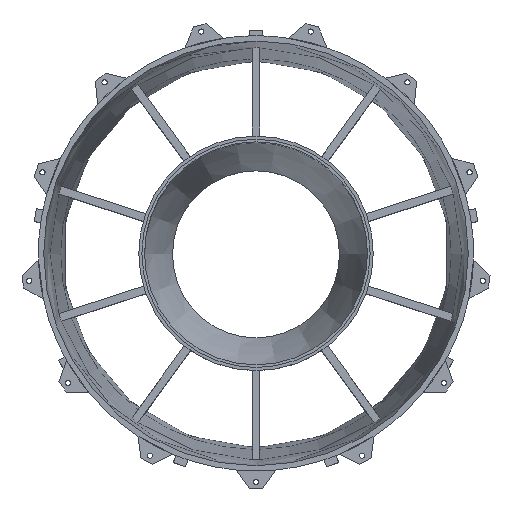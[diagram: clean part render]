
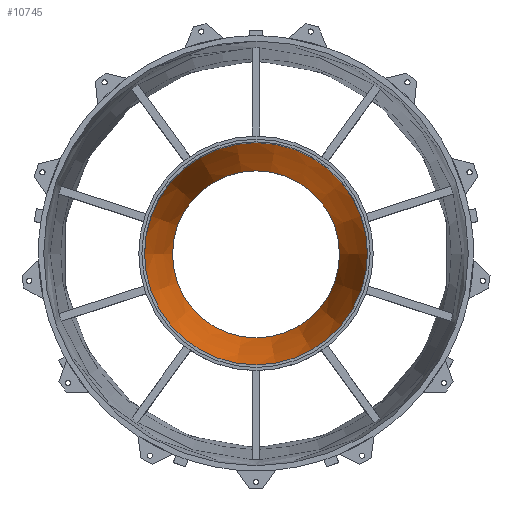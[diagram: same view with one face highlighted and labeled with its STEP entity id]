
A CAD part, top view. The second image highlights one B-rep face of the part: STEP entity #10745.
In plain terms, the highlighted conical face has half-angle 14.692 degrees and reference radius 42.8 mm.
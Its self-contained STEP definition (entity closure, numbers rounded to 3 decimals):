
#10704 = EDGE_CURVE('',#10705,#10705,#10707,.T.);
#10705 = VERTEX_POINT('',#10706);
#10706 = CARTESIAN_POINT('',(32.05,0.,-214.9));
#10707 = CIRCLE('',#10708,32.05);
#10708 = AXIS2_PLACEMENT_3D('',#10709,#10710,#10711);
#10709 = CARTESIAN_POINT('',(0.,0.,-214.9));
#10710 = DIRECTION('',(0.,0.,-1.));
#10711 = DIRECTION('',(1.,0.,0.));
#10745 = ADVANCED_FACE('',(#10746),#10765,.F.);
#10746 = FACE_BOUND('',#10747,.F.);
#10747 = EDGE_LOOP('',(#10748,#10757,#10763,#10764));
#10748 = ORIENTED_EDGE('',*,*,#10749,.T.);
#10749 = EDGE_CURVE('',#10750,#10750,#10752,.T.);
#10750 = VERTEX_POINT('',#10751);
#10751 = CARTESIAN_POINT('',(42.8,0.,-173.9));
#10752 = CIRCLE('',#10753,42.8);
#10753 = AXIS2_PLACEMENT_3D('',#10754,#10755,#10756);
#10754 = CARTESIAN_POINT('',(0.,0.,-173.9));
#10755 = DIRECTION('',(0.,0.,-1.));
#10756 = DIRECTION('',(1.,0.,0.));
#10757 = ORIENTED_EDGE('',*,*,#10758,.T.);
#10758 = EDGE_CURVE('',#10750,#10705,#10759,.T.);
#10759 = LINE('',#10760,#10761);
#10760 = CARTESIAN_POINT('',(42.8,0.,-173.9));
#10761 = VECTOR('',#10762,1.);
#10762 = DIRECTION('',(-0.254,0.,-0.967));
#10763 = ORIENTED_EDGE('',*,*,#10704,.F.);
#10764 = ORIENTED_EDGE('',*,*,#10758,.F.);
#10765 = CONICAL_SURFACE('',#10766,42.8,0.256);
#10766 = AXIS2_PLACEMENT_3D('',#10767,#10768,#10769);
#10767 = CARTESIAN_POINT('',(0.,0.,-173.9));
#10768 = DIRECTION('',(0.,0.,1.));
#10769 = DIRECTION('',(1.,0.,0.));
